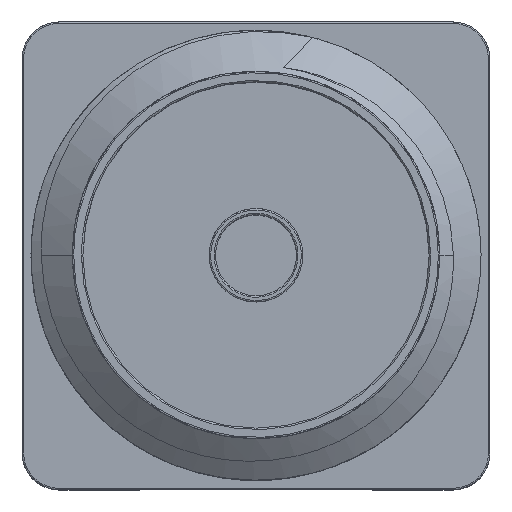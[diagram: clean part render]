
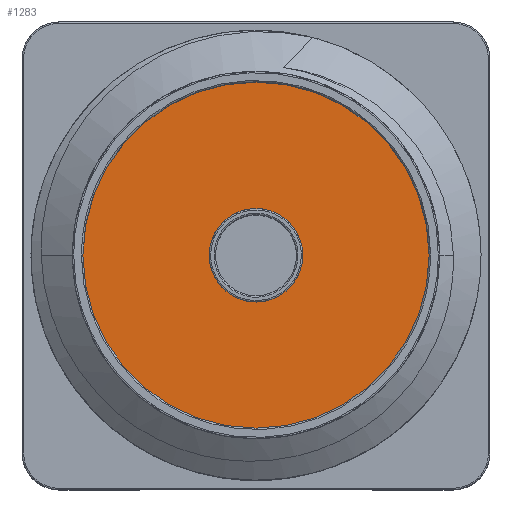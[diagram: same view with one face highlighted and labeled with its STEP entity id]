
A CAD part, top view. The second image highlights one B-rep face of the part: STEP entity #1283.
In plain terms, the highlighted planar face has unit normal (0, 0, 1).
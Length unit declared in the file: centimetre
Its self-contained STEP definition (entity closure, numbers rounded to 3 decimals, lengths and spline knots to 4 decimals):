
#181 = EDGE_LOOP ( 'NONE', ( #2314, #2468 ) ) ;
#238 = CARTESIAN_POINT ( 'NONE',  ( 0., 0., 0.694 ) ) ;
#372 = AXIS2_PLACEMENT_3D ( 'NONE', #238, #3454, #3922 ) ;
#412 = CARTESIAN_POINT ( 'NONE',  ( 0., 0., 0.694 ) ) ;
#687 = CARTESIAN_POINT ( 'NONE',  ( 0., 0., 0.694 ) ) ;
#869 = EDGE_CURVE ( 'NONE', #2437, #4552, #4522, .T. ) ;
#1005 = CARTESIAN_POINT ( 'NONE',  ( 0.0635, 0., 0.694 ) ) ;
#1031 = FACE_OUTER_BOUND ( 'NONE', #181, .T. ) ;
#1283 = ADVANCED_FACE ( 'NONE', ( #1031, #3413 ), #1717, .T. ) ;
#1336 = DIRECTION ( 'NONE',  ( 0., 0., -1. ) ) ;
#1717 = PLANE ( 'NONE',  #3996 ) ;
#1777 = DIRECTION ( 'NONE',  ( 0., 0., 1. ) ) ;
#2223 = EDGE_CURVE ( 'NONE', #4552, #2437, #4620, .T. ) ;
#2283 = EDGE_CURVE ( 'NONE', #5697, #3763, #5775, .T. ) ;
#2314 = ORIENTED_EDGE ( 'NONE', *, *, #869, .F. ) ;
#2437 = VERTEX_POINT ( 'NONE', #5347 ) ;
#2468 = ORIENTED_EDGE ( 'NONE', *, *, #2223, .F. ) ;
#2627 = CARTESIAN_POINT ( 'NONE',  ( -0.0635, 0., 0.694 ) ) ;
#2632 = DIRECTION ( 'NONE',  ( 1., 0., 0. ) ) ;
#2661 = CARTESIAN_POINT ( 'NONE',  ( -0.235, 0., 0.694 ) ) ;
#2711 = DIRECTION ( 'NONE',  ( 0., 0., -1. ) ) ;
#2820 = CIRCLE ( 'NONE', #4009, 0.0635 ) ;
#2843 = EDGE_LOOP ( 'NONE', ( #5436, #3854 ) ) ;
#3023 = DIRECTION ( 'NONE',  ( 0., 0., -1. ) ) ;
#3380 = AXIS2_PLACEMENT_3D ( 'NONE', #687, #3023, #4392 ) ;
#3413 = FACE_BOUND ( 'NONE', #2843, .T. ) ;
#3454 = DIRECTION ( 'NONE',  ( 0., 0., -1. ) ) ;
#3763 = VERTEX_POINT ( 'NONE', #1005 ) ;
#3854 = ORIENTED_EDGE ( 'NONE', *, *, #2283, .T. ) ;
#3922 = DIRECTION ( 'NONE',  ( 1., 0., 0. ) ) ;
#3951 = EDGE_CURVE ( 'NONE', #3763, #5697, #2820, .T. ) ;
#3996 = AXIS2_PLACEMENT_3D ( 'NONE', #4952, #1777, #4067 ) ;
#4009 = AXIS2_PLACEMENT_3D ( 'NONE', #412, #1336, #2632 ) ;
#4067 = DIRECTION ( 'NONE',  ( 1., 0., 0. ) ) ;
#4392 = DIRECTION ( 'NONE',  ( 1., 0., 0. ) ) ;
#4522 = CIRCLE ( 'NONE', #4883, 0.235 ) ;
#4552 = VERTEX_POINT ( 'NONE', #2661 ) ;
#4609 = CARTESIAN_POINT ( 'NONE',  ( 0., 0., 0.694 ) ) ;
#4620 = CIRCLE ( 'NONE', #3380, 0.235 ) ;
#4883 = AXIS2_PLACEMENT_3D ( 'NONE', #4609, #2711, #5959 ) ;
#4952 = CARTESIAN_POINT ( 'NONE',  ( 0., 0., 0.694 ) ) ;
#5347 = CARTESIAN_POINT ( 'NONE',  ( 0.235, 0., 0.694 ) ) ;
#5436 = ORIENTED_EDGE ( 'NONE', *, *, #3951, .T. ) ;
#5697 = VERTEX_POINT ( 'NONE', #2627 ) ;
#5775 = CIRCLE ( 'NONE', #372, 0.0635 ) ;
#5959 = DIRECTION ( 'NONE',  ( 1., 0., 0. ) ) ;
